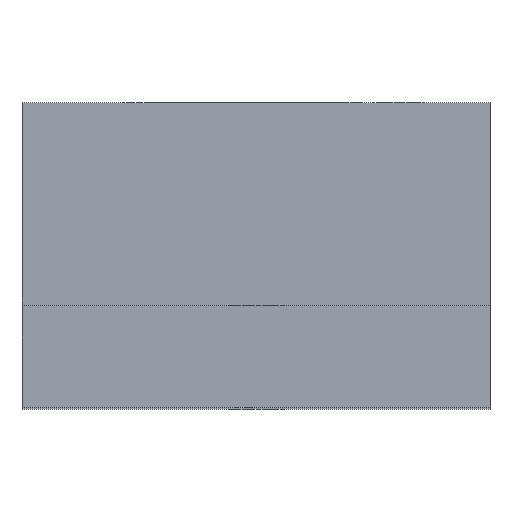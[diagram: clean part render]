
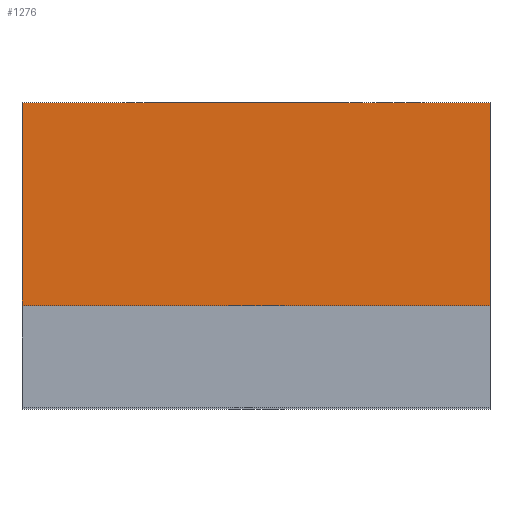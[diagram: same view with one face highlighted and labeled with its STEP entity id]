
A CAD part, top view. The second image highlights one B-rep face of the part: STEP entity #1276.
In plain terms, the highlighted planar face has unit normal (0, 0, 1).
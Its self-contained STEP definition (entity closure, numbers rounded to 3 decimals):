
#77 = DIRECTION ( 'NONE',  ( 0., 0., -1. ) ) ;
#89 = DIRECTION ( 'NONE',  ( -1., 0., 0. ) ) ;
#131 = EDGE_CURVE ( 'NONE', #2385, #249, #2594, .T. ) ;
#249 = VERTEX_POINT ( 'NONE', #1198 ) ;
#294 = PLANE ( 'NONE',  #2496 ) ;
#338 = FACE_OUTER_BOUND ( 'NONE', #2090, .T. ) ;
#451 = CARTESIAN_POINT ( 'NONE',  ( 23., 10., 41.5 ) ) ;
#467 = VECTOR ( 'NONE', #1974, 1000. ) ;
#600 = EDGE_CURVE ( 'NONE', #782, #2058, #2207, .T. ) ;
#782 = VERTEX_POINT ( 'NONE', #451 ) ;
#793 = DIRECTION ( 'NONE',  ( -1., 0., 0. ) ) ;
#795 = ORIENTED_EDGE ( 'NONE', *, *, #2832, .F. ) ;
#910 = CARTESIAN_POINT ( 'NONE',  ( -23., 10., 41.5 ) ) ;
#1186 = DIRECTION ( 'NONE',  ( 0., -1., 0. ) ) ;
#1198 = CARTESIAN_POINT ( 'NONE',  ( -23., 30., 41.5 ) ) ;
#1233 = CARTESIAN_POINT ( 'NONE',  ( -23., 30., 41.5 ) ) ;
#1268 = CARTESIAN_POINT ( 'NONE',  ( 23., 10., 41.5 ) ) ;
#1276 = ADVANCED_FACE ( 'NONE', ( #338 ), #294, .F. ) ;
#1358 = CARTESIAN_POINT ( 'NONE',  ( 23., 30., 41.5 ) ) ;
#1493 = CARTESIAN_POINT ( 'NONE',  ( 23., 30., 41.5 ) ) ;
#1625 = DIRECTION ( 'NONE',  ( -1., 0., 0. ) ) ;
#1638 = VECTOR ( 'NONE', #1625, 1000. ) ;
#1974 = DIRECTION ( 'NONE',  ( 0., -1., 0. ) ) ;
#1988 = LINE ( 'NONE', #1233, #467 ) ;
#2058 = VERTEX_POINT ( 'NONE', #910 ) ;
#2087 = CARTESIAN_POINT ( 'NONE',  ( 23., 30., 41.5 ) ) ;
#2090 = EDGE_LOOP ( 'NONE', ( #2588, #2519, #795, #2915 ) ) ;
#2115 = CARTESIAN_POINT ( 'NONE',  ( 23., 30., 41.5 ) ) ;
#2207 = LINE ( 'NONE', #1268, #2540 ) ;
#2385 = VERTEX_POINT ( 'NONE', #1358 ) ;
#2496 = AXIS2_PLACEMENT_3D ( 'NONE', #1493, #77, #793 ) ;
#2519 = ORIENTED_EDGE ( 'NONE', *, *, #600, .F. ) ;
#2540 = VECTOR ( 'NONE', #89, 1000. ) ;
#2588 = ORIENTED_EDGE ( 'NONE', *, *, #2933, .T. ) ;
#2594 = LINE ( 'NONE', #2087, #1638 ) ;
#2832 = EDGE_CURVE ( 'NONE', #2385, #782, #2874, .T. ) ;
#2874 = LINE ( 'NONE', #2115, #3046 ) ;
#2915 = ORIENTED_EDGE ( 'NONE', *, *, #131, .T. ) ;
#2933 = EDGE_CURVE ( 'NONE', #249, #2058, #1988, .T. ) ;
#3046 = VECTOR ( 'NONE', #1186, 1000. ) ;
